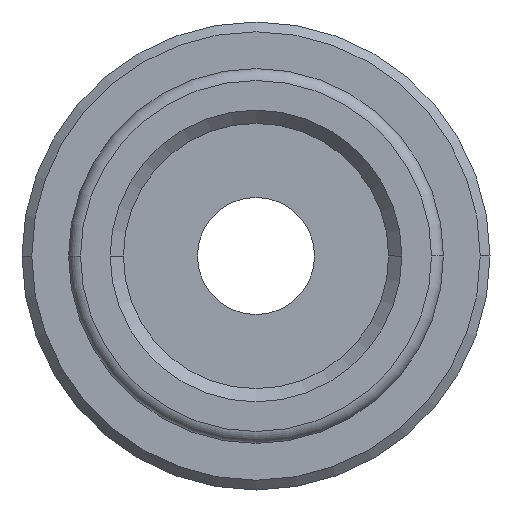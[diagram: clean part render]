
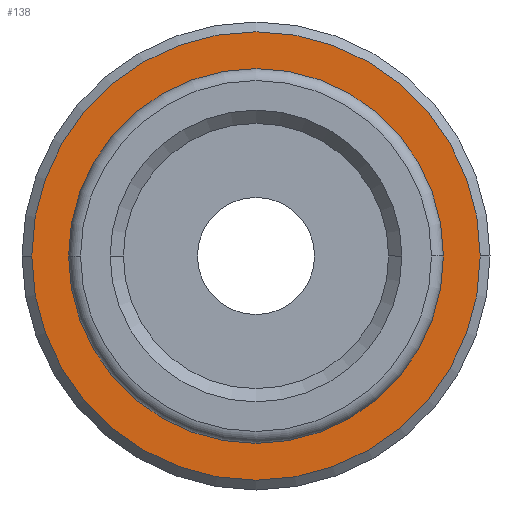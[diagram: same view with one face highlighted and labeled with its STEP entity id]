
A CAD part, front view. The second image highlights one B-rep face of the part: STEP entity #138.
In plain terms, the highlighted planar face has unit normal (0, -1, 0).
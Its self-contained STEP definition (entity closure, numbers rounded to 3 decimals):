
#138=ADVANCED_FACE('',(#299,#300),#301,.T.);
#299=FACE_BOUND('',#480,.T.);
#300=FACE_OUTER_BOUND('',#481,.T.);
#301=PLANE('',#482);
#480=EDGE_LOOP('',(#804,#805));
#481=EDGE_LOOP('',(#806,#807));
#482=AXIS2_PLACEMENT_3D('',#808,#809,#810);
#804=ORIENTED_EDGE('',*,*,#1124,.T.);
#805=ORIENTED_EDGE('',*,*,#1138,.T.);
#806=ORIENTED_EDGE('',*,*,#1139,.F.);
#807=ORIENTED_EDGE('',*,*,#1133,.F.);
#808=CARTESIAN_POINT('',(-5.75,3.6,0.));
#809=DIRECTION('',(0.,-1.0,0.));
#810=DIRECTION('',(1.0,0.,0.));
#1124=EDGE_CURVE('',#1351,#1349,#1352,.T.);
#1133=EDGE_CURVE('',#1363,#1358,#1365,.T.);
#1138=EDGE_CURVE('',#1349,#1351,#1370,.T.);
#1139=EDGE_CURVE('',#1358,#1363,#1371,.T.);
#1349=VERTEX_POINT('',#1617);
#1351=VERTEX_POINT('',#1620);
#1352=CIRCLE('',#1621,9.0);
#1358=VERTEX_POINT('',#1628);
#1363=VERTEX_POINT('',#1634);
#1365=CIRCLE('',#1637,11.5);
#1370=CIRCLE('',#1642,9.0);
#1371=CIRCLE('',#1643,11.5);
#1617=CARTESIAN_POINT('',(-9.0,3.6,0.));
#1620=CARTESIAN_POINT('',(9.0,3.6,0.0));
#1621=AXIS2_PLACEMENT_3D('',#1887,#1888,#1889);
#1628=CARTESIAN_POINT('',(-11.5,3.6,0.));
#1634=CARTESIAN_POINT('',(11.5,3.6,0.));
#1637=AXIS2_PLACEMENT_3D('',#1902,#1903,#1904);
#1642=AXIS2_PLACEMENT_3D('',#1908,#1909,#1910);
#1643=AXIS2_PLACEMENT_3D('',#1911,#1912,#1913);
#1887=CARTESIAN_POINT('',(0.0,3.6,0.0));
#1888=DIRECTION('',(0.,1.0,0.));
#1889=DIRECTION('',(-1.0,0.,0.));
#1902=CARTESIAN_POINT('',(0.0,3.6,0.0));
#1903=DIRECTION('',(0.0,1.0,0.0));
#1904=DIRECTION('',(-1.0,0.0,0.));
#1908=CARTESIAN_POINT('',(0.0,3.6,0.0));
#1909=DIRECTION('',(0.,1.0,0.));
#1910=DIRECTION('',(-1.0,0.,0.));
#1911=CARTESIAN_POINT('',(0.0,3.6,0.0));
#1912=DIRECTION('',(0.0,1.0,0.0));
#1913=DIRECTION('',(-1.0,0.0,0.));
